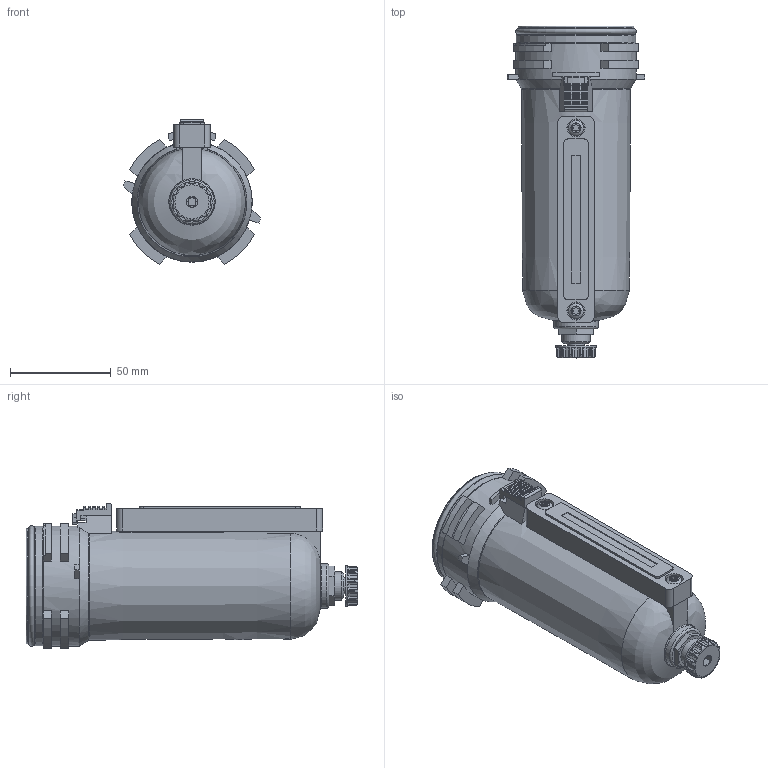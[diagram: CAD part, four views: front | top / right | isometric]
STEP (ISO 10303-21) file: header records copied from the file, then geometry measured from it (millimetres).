
FILE_DESCRIPTION( ( 'STEP AP203' ), ' ' );
FILE_NAME( '90004.0220.stp', '2017-03-10T08:55:49', ( '' ), ( '' ), ' ', 'PARTsolutions', ' ' );
FILE_SCHEMA( ( 'CONFIG_CONTROL_DESIGN' ) );
Length unit declared in the file: millimetre
Products named in the file (5): 90004.0220; _90004.0220_G; _90004.0220_A; _90004.0220_RE; _90004.0220_DIS
Assembly tree (4 placements, depth 2):
  90004.0220
    _90004.0220_G
    _90004.0220_A
    _90004.0220_RE
    _90004.0220_DIS
Bounding box: 68.18 x 165 x 71.93 mm (x, y, z)
Volume: 371042.6 mm3; surface area: 43370.4 mm2
Topology: 4 solids, 4 shells, 380 faces, 1006 edges, 660 vertices
Faces by surface type: cylinder 168, plane 159, torus 38, cone 12, bspline 3
Full cylindrical faces by diameter (mm): 4 x1, 8 x3, 9 x2, 14 x1, 20 x1, 22 x1, 55.6 x2, 57.5 x1, 59.4 x1, 59.8 x1
Entity records: 12553 total; most frequent: CARTESIAN_POINT 3047, DIRECTION 1974, ORIENTED_EDGE 1934, EDGE_CURVE 967, AXIS2_PLACEMENT_3D 765, VERTEX_POINT 654, LINE 444, VECTOR 444
